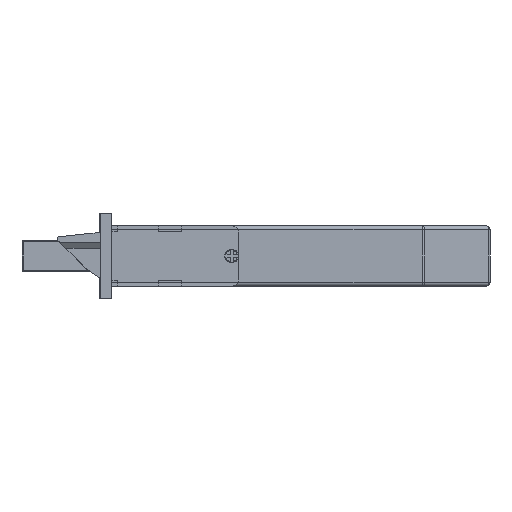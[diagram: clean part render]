
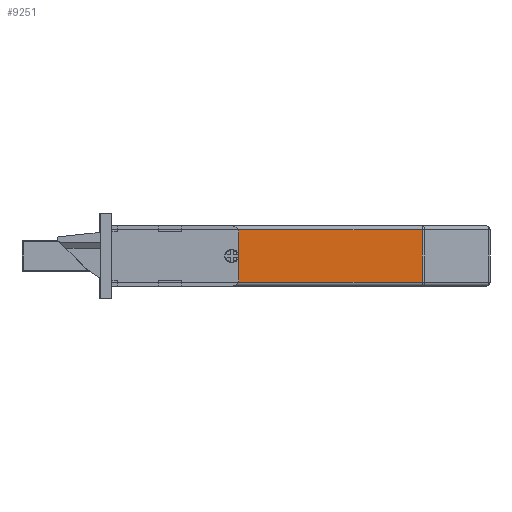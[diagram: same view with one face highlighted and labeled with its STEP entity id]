
A CAD part, front view. The second image highlights one B-rep face of the part: STEP entity #9251.
In plain terms, the highlighted planar face has unit normal (0, -1, 0).
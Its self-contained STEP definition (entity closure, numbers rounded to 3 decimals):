
#861 = AXIS2_PLACEMENT_3D ( 'NONE', #1057, #4198, #9056 ) ;
#921 = CARTESIAN_POINT ( 'NONE',  ( 44.75, -14.7, 6. ) ) ;
#999 = EDGE_LOOP ( 'NONE', ( #8213, #9797, #1149, #3219 ) ) ;
#1044 = CIRCLE ( 'NONE', #9123, 1.75 ) ;
#1057 = CARTESIAN_POINT ( 'NONE',  ( 44.75, -14.7, 6. ) ) ;
#1149 = ORIENTED_EDGE ( 'NONE', *, *, #6787, .T. ) ;
#1481 = EDGE_LOOP ( 'NONE', ( #3279, #6087 ) ) ;
#1627 = DIRECTION ( 'NONE',  ( 1., 0., 0. ) ) ;
#1639 = LINE ( 'NONE', #4779, #6812 ) ;
#1974 = EDGE_CURVE ( 'NONE', #5129, #6153, #7941, .T. ) ;
#2044 = CARTESIAN_POINT ( 'NONE',  ( 14., -14.7, 12.75 ) ) ;
#2415 = CARTESIAN_POINT ( 'NONE',  ( 14., -14.7, -1.75 ) ) ;
#2491 = AXIS2_PLACEMENT_3D ( 'NONE', #2415, #5545, #1627 ) ;
#2584 = CARTESIAN_POINT ( 'NONE',  ( 93.586, -14.7, 12.75 ) ) ;
#2851 = VECTOR ( 'NONE', #8113, 1000. ) ;
#3077 = CARTESIAN_POINT ( 'NONE',  ( 14., -14.7, 12.75 ) ) ;
#3082 = FACE_BOUND ( 'NONE', #1481, .T. ) ;
#3166 = EDGE_CURVE ( 'NONE', #3490, #6153, #7866, .T. ) ;
#3219 = ORIENTED_EDGE ( 'NONE', *, *, #1974, .T. ) ;
#3279 = ORIENTED_EDGE ( 'NONE', *, *, #6585, .F. ) ;
#3355 = DIRECTION ( 'NONE',  ( 0., 0., -1. ) ) ;
#3490 = VERTEX_POINT ( 'NONE', #7238 ) ;
#4198 = DIRECTION ( 'NONE',  ( 0., -1., 0. ) ) ;
#4743 = CARTESIAN_POINT ( 'NONE',  ( 14., -14.7, -1.75 ) ) ;
#4779 = CARTESIAN_POINT ( 'NONE',  ( 94., -14.7, -0.75 ) ) ;
#5117 = EDGE_CURVE ( 'NONE', #6731, #7746, #1044, .T. ) ;
#5129 = VERTEX_POINT ( 'NONE', #2584 ) ;
#5161 = EDGE_CURVE ( 'NONE', #3490, #7452, #1639, .T. ) ;
#5442 = PLANE ( 'NONE',  #2491 ) ;
#5545 = DIRECTION ( 'NONE',  ( 0., -1., 0. ) ) ;
#5972 = CARTESIAN_POINT ( 'NONE',  ( 44.75, -14.7, 4.25 ) ) ;
#6087 = ORIENTED_EDGE ( 'NONE', *, *, #5117, .F. ) ;
#6153 = VERTEX_POINT ( 'NONE', #2044 ) ;
#6450 = CARTESIAN_POINT ( 'NONE',  ( 93.586, -14.7, -1.75 ) ) ;
#6585 = EDGE_CURVE ( 'NONE', #7746, #6731, #9791, .T. ) ;
#6731 = VERTEX_POINT ( 'NONE', #9504 ) ;
#6787 = EDGE_CURVE ( 'NONE', #7452, #5129, #9718, .T. ) ;
#6812 = VECTOR ( 'NONE', #7227, 1000. ) ;
#7227 = DIRECTION ( 'NONE',  ( 1., 0., 0. ) ) ;
#7238 = CARTESIAN_POINT ( 'NONE',  ( 14., -14.7, -0.75 ) ) ;
#7452 = VERTEX_POINT ( 'NONE', #9448 ) ;
#7476 = VECTOR ( 'NONE', #8024, 1000. ) ;
#7679 = VECTOR ( 'NONE', #9372, 1000. ) ;
#7746 = VERTEX_POINT ( 'NONE', #5972 ) ;
#7866 = LINE ( 'NONE', #4743, #7476 ) ;
#7941 = LINE ( 'NONE', #3077, #7679 ) ;
#8024 = DIRECTION ( 'NONE',  ( 0., 0., 1. ) ) ;
#8062 = DIRECTION ( 'NONE',  ( 0., -1., 0. ) ) ;
#8113 = DIRECTION ( 'NONE',  ( 0., 0., 1. ) ) ;
#8213 = ORIENTED_EDGE ( 'NONE', *, *, #3166, .F. ) ;
#9056 = DIRECTION ( 'NONE',  ( 0., 0., -1. ) ) ;
#9123 = AXIS2_PLACEMENT_3D ( 'NONE', #921, #8062, #3355 ) ;
#9251 = ADVANCED_FACE ( 'NONE', ( #3082, #9378 ), #5442, .T. ) ;
#9372 = DIRECTION ( 'NONE',  ( -1., 0., 0. ) ) ;
#9378 = FACE_OUTER_BOUND ( 'NONE', #999, .T. ) ;
#9448 = CARTESIAN_POINT ( 'NONE',  ( 93.586, -14.7, -0.75 ) ) ;
#9504 = CARTESIAN_POINT ( 'NONE',  ( 44.75, -14.7, 7.75 ) ) ;
#9718 = LINE ( 'NONE', #6450, #2851 ) ;
#9791 = CIRCLE ( 'NONE', #861, 1.75 ) ;
#9797 = ORIENTED_EDGE ( 'NONE', *, *, #5161, .T. ) ;
